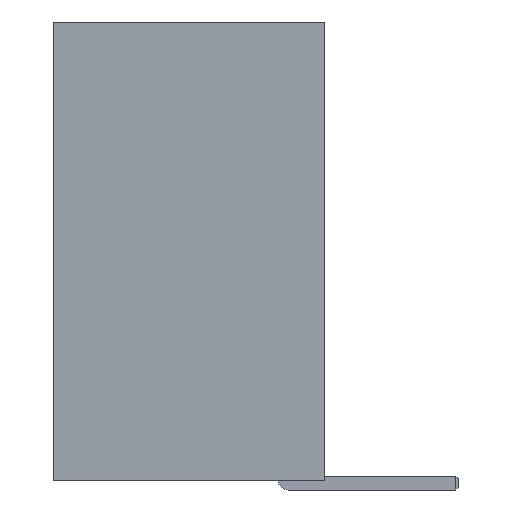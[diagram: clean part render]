
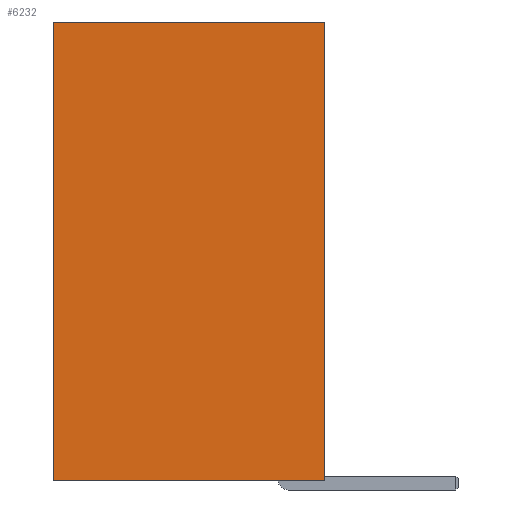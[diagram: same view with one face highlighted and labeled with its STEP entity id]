
A CAD part, left-side view. The second image highlights one B-rep face of the part: STEP entity #6232.
In plain terms, the highlighted planar face has unit normal (-1, 0, 0).
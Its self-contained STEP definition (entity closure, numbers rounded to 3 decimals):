
#555 = VERTEX_POINT('',#556);
#556 = CARTESIAN_POINT('',(0.,6.,0.));
#562 = EDGE_CURVE('',#555,#563,#565,.T.);
#563 = VERTEX_POINT('',#564);
#564 = CARTESIAN_POINT('',(0.,6.,10.16));
#565 = LINE('',#566,#567);
#566 = CARTESIAN_POINT('',(0.,6.,0.));
#567 = VECTOR('',#568,1.);
#568 = DIRECTION('',(0.,0.,1.));
#642 = VERTEX_POINT('',#643);
#643 = CARTESIAN_POINT('',(0.,0.,10.16));
#649 = EDGE_CURVE('',#650,#642,#652,.T.);
#650 = VERTEX_POINT('',#651);
#651 = CARTESIAN_POINT('',(0.,0.,0.));
#652 = LINE('',#653,#654);
#653 = CARTESIAN_POINT('',(0.,0.,0.));
#654 = VECTOR('',#655,1.);
#655 = DIRECTION('',(0.,0.,1.));
#6221 = EDGE_CURVE('',#555,#650,#6222,.T.);
#6222 = LINE('',#6223,#6224);
#6223 = CARTESIAN_POINT('',(0.,6.,0.));
#6224 = VECTOR('',#6225,1.);
#6225 = DIRECTION('',(0.,-1.,0.));
#6232 = ADVANCED_FACE('',(#6233),#6244,.T.);
#6233 = FACE_BOUND('',#6234,.T.);
#6234 = EDGE_LOOP('',(#6235,#6236,#6237,#6243));
#6235 = ORIENTED_EDGE('',*,*,#6221,.T.);
#6236 = ORIENTED_EDGE('',*,*,#649,.T.);
#6237 = ORIENTED_EDGE('',*,*,#6238,.F.);
#6238 = EDGE_CURVE('',#563,#642,#6239,.T.);
#6239 = LINE('',#6240,#6241);
#6240 = CARTESIAN_POINT('',(0.,6.,10.16));
#6241 = VECTOR('',#6242,1.);
#6242 = DIRECTION('',(0.,-1.,0.));
#6243 = ORIENTED_EDGE('',*,*,#562,.F.);
#6244 = PLANE('',#6245);
#6245 = AXIS2_PLACEMENT_3D('',#6246,#6247,#6248);
#6246 = CARTESIAN_POINT('',(0.,6.,0.));
#6247 = DIRECTION('',(-1.,0.,0.));
#6248 = DIRECTION('',(0.,-1.,0.));
